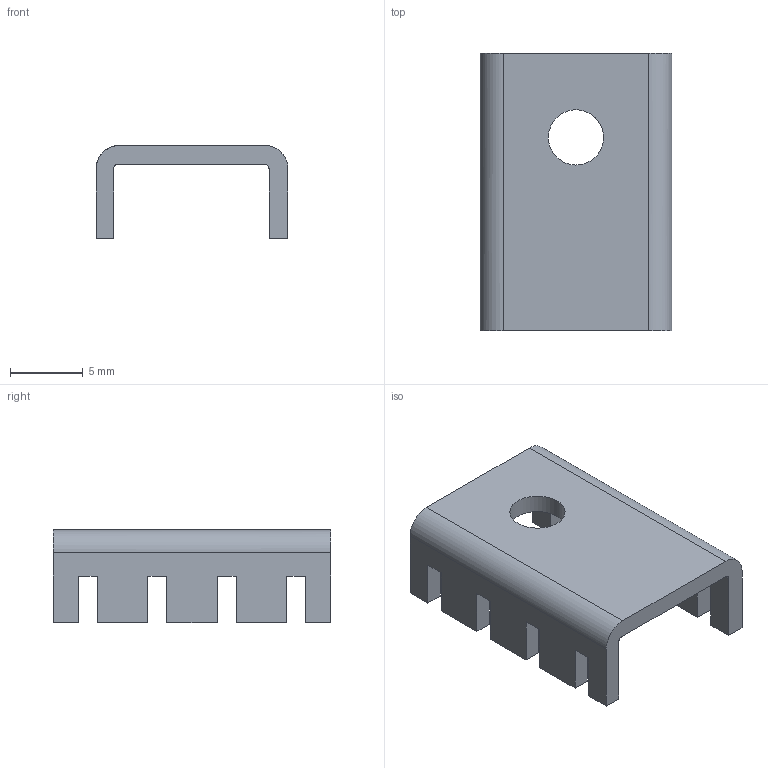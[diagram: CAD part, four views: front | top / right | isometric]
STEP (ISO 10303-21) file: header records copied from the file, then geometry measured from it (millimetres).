
FILE_DESCRIPTION(/* description */ (''),/* implementation_level */ '2;1');
FILE_NAME(/* name */ 'wakefield-vette heatsink 274-3AB',/* time_stamp */ '2021-01-24T18:22:46+01:00',/* author */ (''),/* organization */ (''),/* preprocessor_version */ 'ST-DEVELOPER v16.5',/* originating_system */ '',/* authorisation */ '');
FILE_SCHEMA (('AUTOMOTIVE_DESIGN'));
Length unit declared in the file: millimetre
Products named in the file (1): Document
Bounding box: 13.2 x 19.1 x 6.4 mm (x, y, z)
Volume: 494.8 mm3; surface area: 960.4 mm2
Topology: 1 solids, 1 shells, 47 faces, 135 edges, 90 vertices
Faces by surface type: plane 42, bspline 5
Entity records: 1392 total; most frequent: CARTESIAN_POINT 468, ORIENTED_EDGE 270, EDGE_CURVE 135, B_SPLINE_CURVE_WITH_KNOTS 124, VERTEX_POINT 90, EDGE_LOOP 49, ADVANCED_FACE 47, FACE_OUTER_BOUND 47
